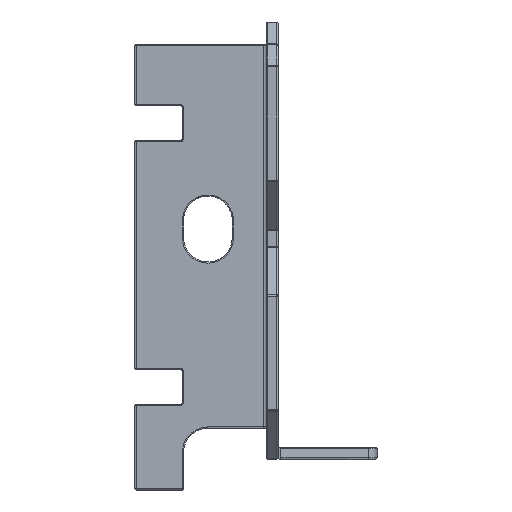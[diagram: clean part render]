
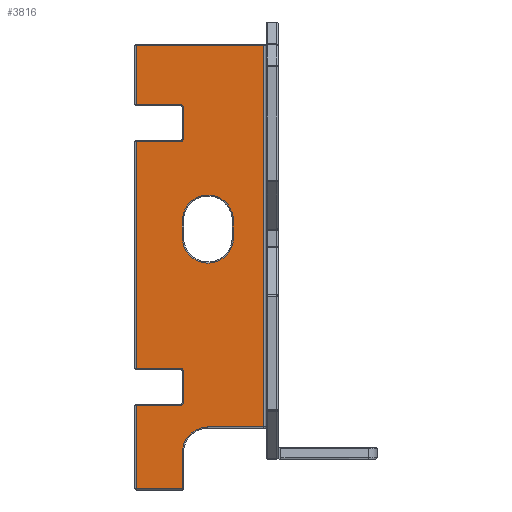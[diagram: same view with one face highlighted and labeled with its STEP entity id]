
A CAD part, front view. The second image highlights one B-rep face of the part: STEP entity #3816.
In plain terms, the highlighted planar face has unit normal (0, -1, 0).
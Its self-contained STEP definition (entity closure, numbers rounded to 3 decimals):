
#66=FACE_BOUND('',#497,.T.);
#99=PLANE('',#4164);
#220=FACE_OUTER_BOUND('',#496,.T.);
#496=EDGE_LOOP('',(#2737,#2738,#2739,#2740,#2741,#2742,#2743,#2744,#2745,
#2746,#2747,#2748,#2749,#2750,#2751,#2752,#2753,#2754,#2755));
#497=EDGE_LOOP('',(#2756,#2757,#2758,#2759));
#877=LINE('',#6545,#1135);
#899=LINE('',#6605,#1157);
#900=LINE('',#6607,#1158);
#901=LINE('',#6609,#1159);
#902=LINE('',#6611,#1160);
#903=LINE('',#6615,#1161);
#904=LINE('',#6619,#1162);
#905=LINE('',#6621,#1163);
#906=LINE('',#6623,#1164);
#907=LINE('',#6627,#1165);
#908=LINE('',#6631,#1166);
#909=LINE('',#6633,#1167);
#910=LINE('',#6635,#1168);
#911=LINE('',#6636,#1169);
#912=LINE('',#6638,#1170);
#913=LINE('',#6641,#1171);
#1135=VECTOR('',#4993,1000.);
#1157=VECTOR('',#5041,1000.);
#1158=VECTOR('',#5042,1000.);
#1159=VECTOR('',#5043,1000.);
#1160=VECTOR('',#5044,1000.);
#1161=VECTOR('',#5047,1000.);
#1162=VECTOR('',#5050,1000.);
#1163=VECTOR('',#5051,1000.);
#1164=VECTOR('',#5052,1000.);
#1165=VECTOR('',#5055,1000.);
#1166=VECTOR('',#5058,1000.);
#1167=VECTOR('',#5059,1000.);
#1168=VECTOR('',#5060,1000.);
#1169=VECTOR('',#5061,1000.);
#1170=VECTOR('',#5062,1000.);
#1171=VECTOR('',#5065,1000.);
#1252=CIRCLE('',#4074,2.259);
#1305=CIRCLE('',#4165,2.259);
#1306=CIRCLE('',#4166,0.2);
#1307=CIRCLE('',#4167,0.2);
#1308=CIRCLE('',#4168,0.2);
#1309=CIRCLE('',#4169,0.2);
#1310=CIRCLE('',#4170,2.259);
#1568=VERTEX_POINT('',#6114);
#1569=VERTEX_POINT('',#6115);
#1759=VERTEX_POINT('',#6543);
#1760=VERTEX_POINT('',#6544);
#1784=VERTEX_POINT('',#6602);
#1785=VERTEX_POINT('',#6603);
#1786=VERTEX_POINT('',#6606);
#1787=VERTEX_POINT('',#6608);
#1788=VERTEX_POINT('',#6610);
#1789=VERTEX_POINT('',#6612);
#1790=VERTEX_POINT('',#6614);
#1791=VERTEX_POINT('',#6616);
#1792=VERTEX_POINT('',#6618);
#1793=VERTEX_POINT('',#6620);
#1794=VERTEX_POINT('',#6622);
#1795=VERTEX_POINT('',#6624);
#1796=VERTEX_POINT('',#6626);
#1797=VERTEX_POINT('',#6628);
#1798=VERTEX_POINT('',#6630);
#1799=VERTEX_POINT('',#6632);
#1800=VERTEX_POINT('',#6634);
#1801=VERTEX_POINT('',#6637);
#1802=VERTEX_POINT('',#6639);
#1894=EDGE_CURVE('',#1568,#1569,#1252,.T.);
#2092=EDGE_CURVE('',#1759,#1760,#877,.T.);
#2122=EDGE_CURVE('',#1784,#1785,#1305,.T.);
#2123=EDGE_CURVE('',#1785,#1760,#899,.T.);
#2124=EDGE_CURVE('',#1759,#1786,#900,.T.);
#2125=EDGE_CURVE('',#1786,#1787,#901,.T.);
#2126=EDGE_CURVE('',#1787,#1788,#902,.T.);
#2127=EDGE_CURVE('',#1789,#1788,#1306,.T.);
#2128=EDGE_CURVE('',#1789,#1790,#903,.T.);
#2129=EDGE_CURVE('',#1791,#1790,#1307,.T.);
#2130=EDGE_CURVE('',#1791,#1792,#904,.T.);
#2131=EDGE_CURVE('',#1792,#1793,#905,.T.);
#2132=EDGE_CURVE('',#1793,#1794,#906,.T.);
#2133=EDGE_CURVE('',#1795,#1794,#1308,.T.);
#2134=EDGE_CURVE('',#1795,#1796,#907,.T.);
#2135=EDGE_CURVE('',#1797,#1796,#1309,.T.);
#2136=EDGE_CURVE('',#1797,#1798,#908,.T.);
#2137=EDGE_CURVE('',#1798,#1799,#909,.T.);
#2138=EDGE_CURVE('',#1799,#1800,#910,.T.);
#2139=EDGE_CURVE('',#1800,#1784,#911,.T.);
#2140=EDGE_CURVE('',#1569,#1801,#912,.T.);
#2141=EDGE_CURVE('',#1801,#1802,#1310,.T.);
#2142=EDGE_CURVE('',#1802,#1568,#913,.T.);
#2737=ORIENTED_EDGE('',*,*,#2122,.T.);
#2738=ORIENTED_EDGE('',*,*,#2123,.T.);
#2739=ORIENTED_EDGE('',*,*,#2092,.F.);
#2740=ORIENTED_EDGE('',*,*,#2124,.T.);
#2741=ORIENTED_EDGE('',*,*,#2125,.T.);
#2742=ORIENTED_EDGE('',*,*,#2126,.T.);
#2743=ORIENTED_EDGE('',*,*,#2127,.F.);
#2744=ORIENTED_EDGE('',*,*,#2128,.T.);
#2745=ORIENTED_EDGE('',*,*,#2129,.F.);
#2746=ORIENTED_EDGE('',*,*,#2130,.T.);
#2747=ORIENTED_EDGE('',*,*,#2131,.T.);
#2748=ORIENTED_EDGE('',*,*,#2132,.T.);
#2749=ORIENTED_EDGE('',*,*,#2133,.F.);
#2750=ORIENTED_EDGE('',*,*,#2134,.T.);
#2751=ORIENTED_EDGE('',*,*,#2135,.F.);
#2752=ORIENTED_EDGE('',*,*,#2136,.T.);
#2753=ORIENTED_EDGE('',*,*,#2137,.T.);
#2754=ORIENTED_EDGE('',*,*,#2138,.T.);
#2755=ORIENTED_EDGE('',*,*,#2139,.T.);
#2756=ORIENTED_EDGE('',*,*,#1894,.T.);
#2757=ORIENTED_EDGE('',*,*,#2140,.T.);
#2758=ORIENTED_EDGE('',*,*,#2141,.T.);
#2759=ORIENTED_EDGE('',*,*,#2142,.T.);
#3816=ADVANCED_FACE('',(#220,#66),#99,.T.);
#4074=AXIS2_PLACEMENT_3D('',#6116,#4684,#4685);
#4164=AXIS2_PLACEMENT_3D('',#6601,#5037,#5038);
#4165=AXIS2_PLACEMENT_3D('',#6604,#5039,#5040);
#4166=AXIS2_PLACEMENT_3D('',#6613,#5045,#5046);
#4167=AXIS2_PLACEMENT_3D('',#6617,#5048,#5049);
#4168=AXIS2_PLACEMENT_3D('',#6625,#5053,#5054);
#4169=AXIS2_PLACEMENT_3D('',#6629,#5056,#5057);
#4170=AXIS2_PLACEMENT_3D('',#6640,#5063,#5064);
#4684=DIRECTION('center_axis',(0.,1.,0.));
#4685=DIRECTION('ref_axis',(1.,0.,0.));
#4993=DIRECTION('',(0.,0.,-1.));
#5037=DIRECTION('center_axis',(0.,-1.,0.));
#5038=DIRECTION('ref_axis',(1.,0.,0.));
#5039=DIRECTION('center_axis',(0.,1.,0.));
#5040=DIRECTION('ref_axis',(1.,0.,0.));
#5041=DIRECTION('',(1.,0.,0.));
#5042=DIRECTION('',(-1.,0.,0.));
#5043=DIRECTION('',(0.,0.,-1.));
#5044=DIRECTION('',(1.,0.,0.));
#5045=DIRECTION('center_axis',(0.,-1.,0.));
#5046=DIRECTION('ref_axis',(1.,0.,0.));
#5047=DIRECTION('',(0.,0.,-1.));
#5048=DIRECTION('center_axis',(0.,-1.,0.));
#5049=DIRECTION('ref_axis',(1.,0.,0.));
#5050=DIRECTION('',(-1.,0.,0.));
#5051=DIRECTION('',(0.,0.,-1.));
#5052=DIRECTION('',(1.,0.,0.));
#5053=DIRECTION('center_axis',(0.,-1.,0.));
#5054=DIRECTION('ref_axis',(1.,0.,0.));
#5055=DIRECTION('',(0.,0.,-1.));
#5056=DIRECTION('center_axis',(0.,-1.,0.));
#5057=DIRECTION('ref_axis',(1.,0.,0.));
#5058=DIRECTION('',(-1.,0.,0.));
#5059=DIRECTION('',(0.,0.,-1.));
#5060=DIRECTION('',(1.,0.,0.));
#5061=DIRECTION('',(0.,0.,1.));
#5062=DIRECTION('',(0.,0.,-1.));
#5063=DIRECTION('center_axis',(0.,1.,0.));
#5064=DIRECTION('ref_axis',(1.,0.,0.));
#5065=DIRECTION('',(0.,0.,1.));
#6114=CARTESIAN_POINT('',(-7.482,120.133,21.141));
#6115=CARTESIAN_POINT('',(-2.964,120.133,21.141));
#6116=CARTESIAN_POINT('Origin',(-5.223,120.133,21.163));
#6543=CARTESIAN_POINT('',(-0.254,120.133,36.684));
#6544=CARTESIAN_POINT('',(-0.254,120.133,2.848));
#6545=CARTESIAN_POINT('',(-0.254,120.133,36.784));
#6601=CARTESIAN_POINT('Origin',(0.,120.133,0.));
#6602=CARTESIAN_POINT('',(-7.482,120.133,0.589));
#6603=CARTESIAN_POINT('',(-5.223,120.133,2.848));
#6604=CARTESIAN_POINT('Origin',(-5.223,120.133,0.589));
#6605=CARTESIAN_POINT('',(-0.254,120.133,2.848));
#6606=CARTESIAN_POINT('',(-11.6,120.133,36.684));
#6607=CARTESIAN_POINT('',(-11.7,120.133,36.684));
#6608=CARTESIAN_POINT('',(-11.6,120.133,31.414));
#6609=CARTESIAN_POINT('',(-11.6,120.133,31.314));
#6610=CARTESIAN_POINT('',(-7.609,120.133,31.414));
#6611=CARTESIAN_POINT('',(-7.509,120.133,31.414));
#6612=CARTESIAN_POINT('',(-7.409,120.133,31.214));
#6613=CARTESIAN_POINT('Origin',(-7.609,120.133,31.214));
#6614=CARTESIAN_POINT('',(-7.409,120.133,28.366));
#6615=CARTESIAN_POINT('',(-7.409,120.133,28.266));
#6616=CARTESIAN_POINT('',(-7.609,120.133,28.166));
#6617=CARTESIAN_POINT('Origin',(-7.609,120.133,28.366));
#6618=CARTESIAN_POINT('',(-11.6,120.133,28.166));
#6619=CARTESIAN_POINT('',(-11.7,120.133,28.166));
#6620=CARTESIAN_POINT('',(-11.6,120.133,8.03));
#6621=CARTESIAN_POINT('',(-11.6,120.133,7.93));
#6622=CARTESIAN_POINT('',(-7.609,120.133,8.03));
#6623=CARTESIAN_POINT('',(-7.509,120.133,8.03));
#6624=CARTESIAN_POINT('',(-7.409,120.133,7.83));
#6625=CARTESIAN_POINT('Origin',(-7.609,120.133,7.83));
#6626=CARTESIAN_POINT('',(-7.409,120.133,4.982));
#6627=CARTESIAN_POINT('',(-7.409,120.133,4.882));
#6628=CARTESIAN_POINT('',(-7.609,120.133,4.782));
#6629=CARTESIAN_POINT('Origin',(-7.609,120.133,4.982));
#6630=CARTESIAN_POINT('',(-11.6,120.133,4.782));
#6631=CARTESIAN_POINT('',(-11.7,120.133,4.782));
#6632=CARTESIAN_POINT('',(-11.6,120.133,-2.638));
#6633=CARTESIAN_POINT('',(-11.6,120.133,-2.738));
#6634=CARTESIAN_POINT('',(-7.482,120.133,-2.638));
#6635=CARTESIAN_POINT('',(0.,120.133,-2.638));
#6636=CARTESIAN_POINT('',(-7.482,120.133,0.));
#6637=CARTESIAN_POINT('',(-2.964,120.133,19.639));
#6638=CARTESIAN_POINT('',(-2.964,120.133,19.639));
#6639=CARTESIAN_POINT('',(-7.482,120.133,19.639));
#6640=CARTESIAN_POINT('Origin',(-5.223,120.133,19.639));
#6641=CARTESIAN_POINT('',(-7.482,120.133,0.));
